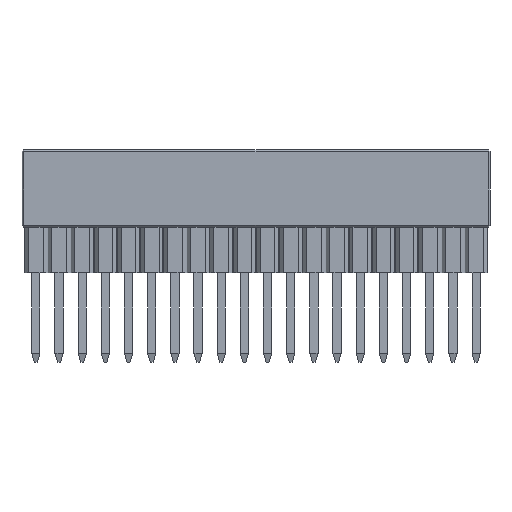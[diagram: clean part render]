
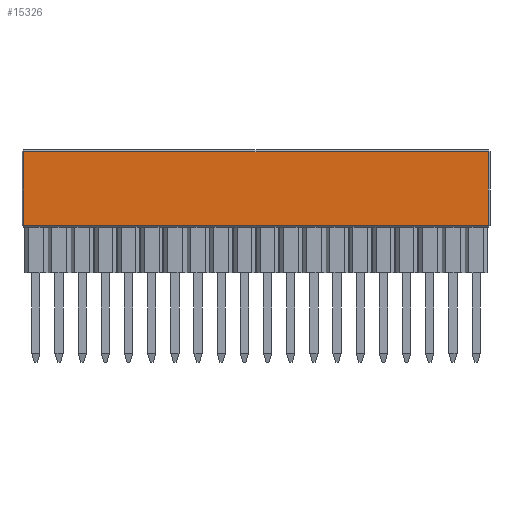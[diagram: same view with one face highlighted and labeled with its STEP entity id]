
A CAD part, front view. The second image highlights one B-rep face of the part: STEP entity #15326.
In plain terms, the highlighted planar face has unit normal (0, -1, 0).
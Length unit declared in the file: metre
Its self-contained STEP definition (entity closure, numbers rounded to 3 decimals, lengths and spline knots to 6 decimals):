
#1550=ORIENTED_EDGE('',*,*,#5162,.T.);
#1551=ORIENTED_EDGE('',*,*,#5163,.T.);
#1552=ORIENTED_EDGE('',*,*,#5164,.T.);
#1553=ORIENTED_EDGE('',*,*,#5165,.T.);
#5162=EDGE_CURVE('',#6970,#6971,#8594,.T.);
#5163=EDGE_CURVE('',#6971,#6972,#8595,.T.);
#5164=EDGE_CURVE('',#6972,#6973,#8596,.T.);
#5165=EDGE_CURVE('',#6973,#6970,#8597,.T.);
#6970=VERTEX_POINT('',#23145);
#6971=VERTEX_POINT('',#23146);
#6972=VERTEX_POINT('',#23148);
#6973=VERTEX_POINT('',#23150);
#8594=LINE('',#23144,#10722);
#8595=LINE('',#23147,#10723);
#8596=LINE('',#23149,#10724);
#8597=LINE('',#23151,#10725);
#10722=VECTOR('',#18911,1.);
#10723=VECTOR('',#18912,1.);
#10724=VECTOR('',#18913,1.);
#10725=VECTOR('',#18914,1.);
#12402=EDGE_LOOP('',(#1550,#1551,#1552,#1553));
#13390=FACE_BOUND('',#12402,.T.);
#14378=PLANE('',#16741);
#15326=ADVANCED_FACE('',(#13390),#14378,.T.);
#16741=AXIS2_PLACEMENT_3D('',#23143,#18909,#18910);
#18909=DIRECTION('',(0.,-1.,0.));
#18910=DIRECTION('',(0.,0.,-1.));
#18911=DIRECTION('',(-1.,0.,0.));
#18912=DIRECTION('',(0.,0.,-1.));
#18913=DIRECTION('',(1.,0.,0.));
#18914=DIRECTION('',(0.,0.,1.));
#23143=CARTESIAN_POINT('',(0.,-0.0025,0.0085));
#23144=CARTESIAN_POINT('',(0.,-0.0025,0.0083));
#23145=CARTESIAN_POINT('',(0.02545,-0.0025,0.0083));
#23146=CARTESIAN_POINT('',(-0.02545,-0.0025,0.0083));
#23147=CARTESIAN_POINT('',(-0.02545,-0.0025,0.));
#23148=CARTESIAN_POINT('',(-0.02545,-0.0025,0.0002));
#23149=CARTESIAN_POINT('',(0.02565,-0.0025,0.0002));
#23150=CARTESIAN_POINT('',(0.02545,-0.0025,0.0002));
#23151=CARTESIAN_POINT('',(0.02545,-0.0025,0.0085));
